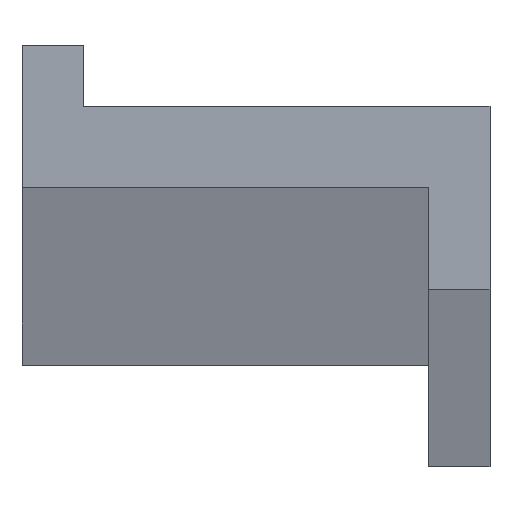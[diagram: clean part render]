
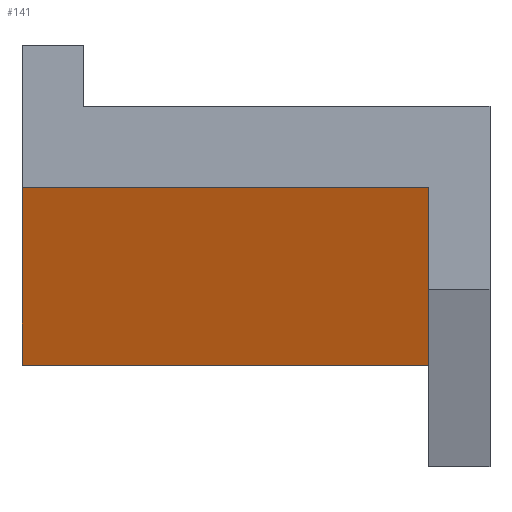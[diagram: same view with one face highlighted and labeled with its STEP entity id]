
A CAD part, top view. The second image highlights one B-rep face of the part: STEP entity #141.
In plain terms, the highlighted planar face has unit normal (0, -1, 0).
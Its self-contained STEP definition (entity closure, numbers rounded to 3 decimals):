
#6 = DIRECTION ( 'NONE',  ( 0., 0., -1. ) ) ;
#17 = EDGE_LOOP ( 'NONE', ( #208, #326, #242, #54 ) ) ;
#25 = CARTESIAN_POINT ( 'NONE',  ( 8.5, -4., -5000. ) ) ;
#30 = EDGE_CURVE ( 'NONE', #190, #109, #310, .T. ) ;
#34 = PLANE ( 'NONE',  #286 ) ;
#41 = VERTEX_POINT ( 'NONE', #25 ) ;
#54 = ORIENTED_EDGE ( 'NONE', *, *, #105, .T. ) ;
#79 = DIRECTION ( 'NONE',  ( 0., -1., 0. ) ) ;
#99 = DIRECTION ( 'NONE',  ( 0., 0., 1. ) ) ;
#105 = EDGE_CURVE ( 'NONE', #41, #173, #201, .T. ) ;
#109 = VERTEX_POINT ( 'NONE', #305 ) ;
#112 = CARTESIAN_POINT ( 'NONE',  ( 8.5, -4., 0. ) ) ;
#116 = VECTOR ( 'NONE', #308, 1000. ) ;
#122 = EDGE_CURVE ( 'NONE', #109, #173, #282, .T. ) ;
#141 = ADVANCED_FACE ( 'NONE', ( #163 ), #34, .T. ) ;
#153 = CARTESIAN_POINT ( 'NONE',  ( 8.5, -4., -5000. ) ) ;
#163 = FACE_OUTER_BOUND ( 'NONE', #17, .T. ) ;
#173 = VERTEX_POINT ( 'NONE', #112 ) ;
#175 = VECTOR ( 'NONE', #181, 1000. ) ;
#181 = DIRECTION ( 'NONE',  ( 1., 0., 0. ) ) ;
#190 = VERTEX_POINT ( 'NONE', #265 ) ;
#191 = EDGE_CURVE ( 'NONE', #190, #41, #207, .T. ) ;
#201 = LINE ( 'NONE', #153, #116 ) ;
#203 = CARTESIAN_POINT ( 'NONE',  ( -11.5, -4., 0. ) ) ;
#207 = LINE ( 'NONE', #213, #311 ) ;
#208 = ORIENTED_EDGE ( 'NONE', *, *, #122, .F. ) ;
#213 = CARTESIAN_POINT ( 'NONE',  ( -11.5, -4., -5000. ) ) ;
#225 = CARTESIAN_POINT ( 'NONE',  ( -11.5, -4., -5000. ) ) ;
#242 = ORIENTED_EDGE ( 'NONE', *, *, #191, .T. ) ;
#257 = DIRECTION ( 'NONE',  ( 1., 0., 0. ) ) ;
#259 = VECTOR ( 'NONE', #99, 1000. ) ;
#260 = CARTESIAN_POINT ( 'NONE',  ( -11.5, -4., -5000. ) ) ;
#265 = CARTESIAN_POINT ( 'NONE',  ( -11.5, -4., -5000. ) ) ;
#282 = LINE ( 'NONE', #203, #175 ) ;
#286 = AXIS2_PLACEMENT_3D ( 'NONE', #260, #79, #6 ) ;
#305 = CARTESIAN_POINT ( 'NONE',  ( -11.5, -4., 0. ) ) ;
#308 = DIRECTION ( 'NONE',  ( 0., 0., 1. ) ) ;
#310 = LINE ( 'NONE', #225, #259 ) ;
#311 = VECTOR ( 'NONE', #257, 1000. ) ;
#326 = ORIENTED_EDGE ( 'NONE', *, *, #30, .F. ) ;
